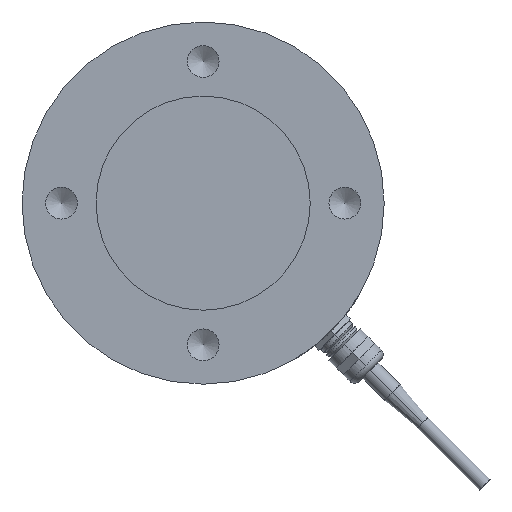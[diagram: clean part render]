
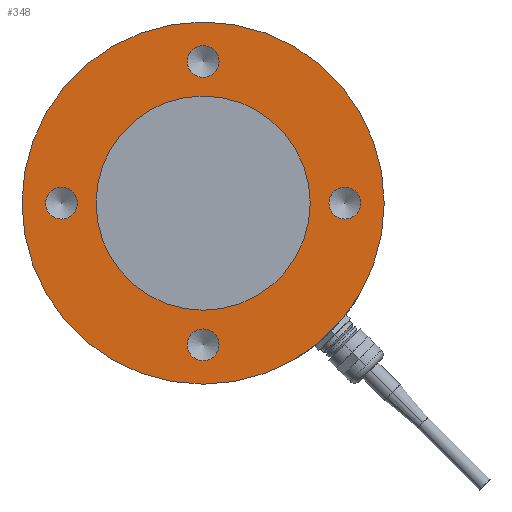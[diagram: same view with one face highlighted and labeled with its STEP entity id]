
A CAD part, front view. The second image highlights one B-rep face of the part: STEP entity #348.
In plain terms, the highlighted planar face has unit normal (0, -1, 0).
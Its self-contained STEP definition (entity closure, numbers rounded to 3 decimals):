
#348 = ADVANCED_FACE( '', ( #692, #693, #694, #695, #696, #697 ), #698, .T. );
#692 = FACE_BOUND( '', #1029, .T. );
#693 = FACE_BOUND( '', #1030, .T. );
#694 = FACE_BOUND( '', #1031, .T. );
#695 = FACE_BOUND( '', #1032, .T. );
#696 = FACE_OUTER_BOUND( '', #1033, .T. );
#697 = FACE_BOUND( '', #1034, .T. );
#698 = PLANE( '', #1035 );
#1029 = EDGE_LOOP( '', ( #1718 ) );
#1030 = EDGE_LOOP( '', ( #1719 ) );
#1031 = EDGE_LOOP( '', ( #1720 ) );
#1032 = EDGE_LOOP( '', ( #1721 ) );
#1033 = EDGE_LOOP( '', ( #1722 ) );
#1034 = EDGE_LOOP( '', ( #1723 ) );
#1035 = AXIS2_PLACEMENT_3D( '', #1724, #1725, #1726 );
#1718 = ORIENTED_EDGE( '', *, *, #2018, .T. );
#1719 = ORIENTED_EDGE( '', *, *, #2034, .T. );
#1720 = ORIENTED_EDGE( '', *, *, #1841, .T. );
#1721 = ORIENTED_EDGE( '', *, *, #1920, .T. );
#1722 = ORIENTED_EDGE( '', *, *, #2012, .T. );
#1723 = ORIENTED_EDGE( '', *, *, #1880, .F. );
#1724 = CARTESIAN_POINT( '', ( -34., 0., 0. ) );
#1725 = DIRECTION( '', ( 0., -1., 0. ) );
#1726 = DIRECTION( '', ( 0., 0., -1. ) );
#1841 = EDGE_CURVE( '', #2133, #2133, #2134, .T. );
#1880 = EDGE_CURVE( '', #2197, #2197, #2198, .T. );
#1920 = EDGE_CURVE( '', #2262, #2262, #2263, .T. );
#2012 = EDGE_CURVE( '', #2387, #2387, #2388, .T. );
#2018 = EDGE_CURVE( '', #2395, #2395, #2396, .T. );
#2034 = EDGE_CURVE( '', #2412, #2412, #2413, .T. );
#2133 = VERTEX_POINT( '', #2738 );
#2134 = CIRCLE( '', #2739, 5.053 );
#2197 = VERTEX_POINT( '', #2983 );
#2198 = CIRCLE( '', #2984, 34. );
#2262 = VERTEX_POINT( '', #3160 );
#2263 = CIRCLE( '', #3161, 5.053 );
#2387 = VERTEX_POINT( '', #3677 );
#2388 = CIRCLE( '', #3678, 57.5 );
#2395 = VERTEX_POINT( '', #3819 );
#2396 = CIRCLE( '', #3820, 5.053 );
#2412 = VERTEX_POINT( '', #3856 );
#2413 = CIRCLE( '', #3857, 5.053 );
#2738 = CARTESIAN_POINT( '', ( -45., 0., -5.053 ) );
#2739 = AXIS2_PLACEMENT_3D( '', #3958, #3959, #3960 );
#2983 = CARTESIAN_POINT( '', ( 0., 0., -34. ) );
#2984 = AXIS2_PLACEMENT_3D( '', #3973, #3974, #3975 );
#3160 = CARTESIAN_POINT( '', ( 0., 0., -50.053 ) );
#3161 = AXIS2_PLACEMENT_3D( '', #3982, #3983, #3984 );
#3677 = CARTESIAN_POINT( '', ( 0., 0., -57.5 ) );
#3678 = AXIS2_PLACEMENT_3D( '', #4009, #4010, #4011 );
#3819 = CARTESIAN_POINT( '', ( 45., 0., -5.053 ) );
#3820 = AXIS2_PLACEMENT_3D( '', #4012, #4013, #4014 );
#3856 = CARTESIAN_POINT( '', ( 0., 0., 39.947 ) );
#3857 = AXIS2_PLACEMENT_3D( '', #4021, #4022, #4023 );
#3958 = CARTESIAN_POINT( '', ( -45., 0., 0. ) );
#3959 = DIRECTION( '', ( 0., 1., 0. ) );
#3960 = DIRECTION( '', ( 0., 0., -1. ) );
#3973 = CARTESIAN_POINT( '', ( 0., 0., 0. ) );
#3974 = DIRECTION( '', ( 0., -1., 0. ) );
#3975 = DIRECTION( '', ( 0., 0., -1. ) );
#3982 = CARTESIAN_POINT( '', ( 0., 0., -45. ) );
#3983 = DIRECTION( '', ( 0., 1., 0. ) );
#3984 = DIRECTION( '', ( 0., 0., -1. ) );
#4009 = CARTESIAN_POINT( '', ( 0., 0., 0. ) );
#4010 = DIRECTION( '', ( 0., -1., 0. ) );
#4011 = DIRECTION( '', ( 0., 0., -1. ) );
#4012 = CARTESIAN_POINT( '', ( 45., 0., 0. ) );
#4013 = DIRECTION( '', ( 0., 1., 0. ) );
#4014 = DIRECTION( '', ( 0., 0., -1. ) );
#4021 = CARTESIAN_POINT( '', ( 0., 0., 45. ) );
#4022 = DIRECTION( '', ( 0., 1., 0. ) );
#4023 = DIRECTION( '', ( 0., 0., -1. ) );
